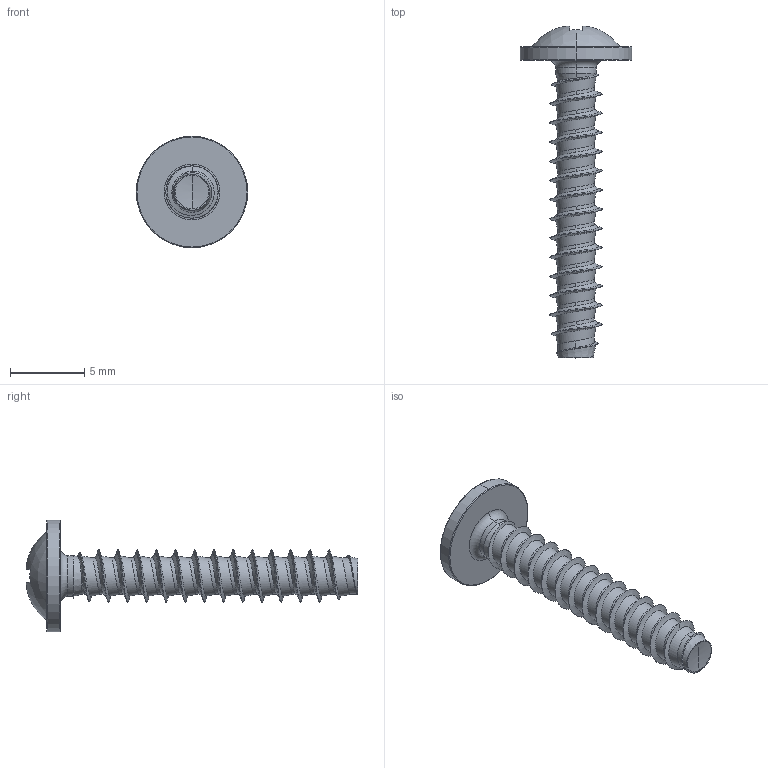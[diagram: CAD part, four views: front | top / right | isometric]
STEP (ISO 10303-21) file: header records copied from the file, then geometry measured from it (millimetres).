
FILE_DESCRIPTION (( 'STEP AP203' ), '1' );
FILE_NAME ('STP210350200.STEP', '2017-08-14T17:23:37', ( '' ), ( '' ), 'SwSTEP 2.0', 'SolidWorks 2015', '' );
FILE_SCHEMA (( 'CONFIG_CONTROL_DESIGN' ));
Length unit declared in the file: millimetre
Products named in the file (1): STP210350200
Bounding box: 7.5 x 22.31 x 7.5 mm (x, y, z)
Volume: 168.6 mm3; surface area: 377.3 mm2
Topology: 1 solids, 1 shells, 201 faces, 486 edges, 288 vertices
Faces by surface type: cylinder 56, bspline 55, plane 31, torus 30, sphere 20, cone 9
Entity records: 24239 total; most frequent: CARTESIAN_POINT 20019, ORIENTED_EDGE 968, DIRECTION 769, EDGE_CURVE 484, AXIS2_PLACEMENT_3D 334, VERTEX_POINT 288, EDGE_LOOP 204, ADVANCED_FACE 201
